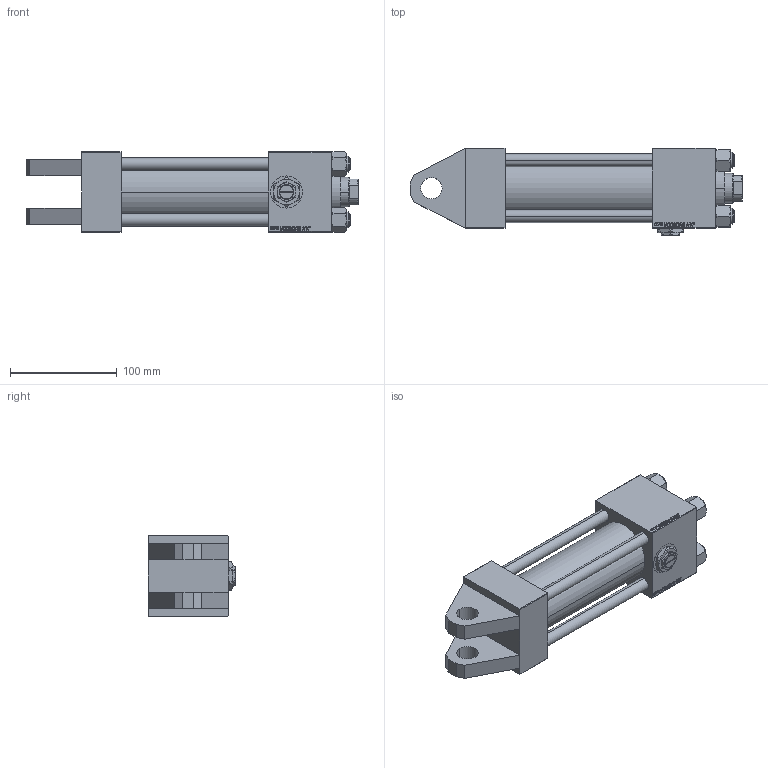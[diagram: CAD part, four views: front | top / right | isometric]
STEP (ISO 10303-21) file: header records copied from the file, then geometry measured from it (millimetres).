
FILE_DESCRIPTION (( 'STEP AP203' ), '1' );
FILE_NAME ('464c.STEP', '2022-09-14T01:43:39', ( '' ), ( '' ), 'SwSTEP 2.0', 'SolidWorks 2019', '' );
FILE_SCHEMA (( 'CONFIG_CONTROL_DESIGN' ));
Length unit declared in the file: millimetre
Products named in the file (7): V215CR_TYCINKA_H a6ee42c460650bacaadd102b667d65e6; V215CR_H_Body a6ee42c460650bacaadd102b667d65e6; V215_VC_A a6ee42c460650bacaadd102b667d65e6; Zatka_pro_OIL_PORT a6ee42c460650bacaadd102b667d65e6; NUT_M5_H a6ee42c460650bacaadd102b667d65e6; V215CR_VCP_H a6ee42c460650bacaadd102b667d65e6; 464c
Assembly tree (12 placements, depth 2):
  464c
    V215CR_H_Body a6ee42c460650bacaadd102b667d65e6
    V215CR_VCP_H a6ee42c460650bacaadd102b667d65e6
    V215CR_TYCINKA_H a6ee42c460650bacaadd102b667d65e6  x4
    NUT_M5_H a6ee42c460650bacaadd102b667d65e6  x4
    V215_VC_A a6ee42c460650bacaadd102b667d65e6
    Zatka_pro_OIL_PORT a6ee42c460650bacaadd102b667d65e6
Bounding box: 311 x 82 x 75.54 mm (x, y, z)
Volume: 868358 mm3; surface area: 214232.2 mm2
Topology: 12 solids, 12 shells, 1183 faces, 2967 edges, 1917 vertices
Faces by surface type: plane 541, bspline 392, cone 152, cylinder 90, torus 8
Entity records: 51628 total; most frequent: CARTESIAN_POINT 27647, ORIENTED_EDGE 5418, DIRECTION 3439, EDGE_CURVE 2709, VERTEX_POINT 1773, LINE 1617, VECTOR 1617, EDGE_LOOP 1194
